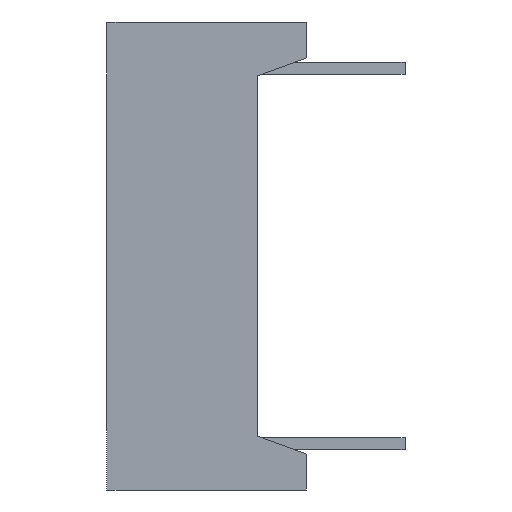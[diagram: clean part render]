
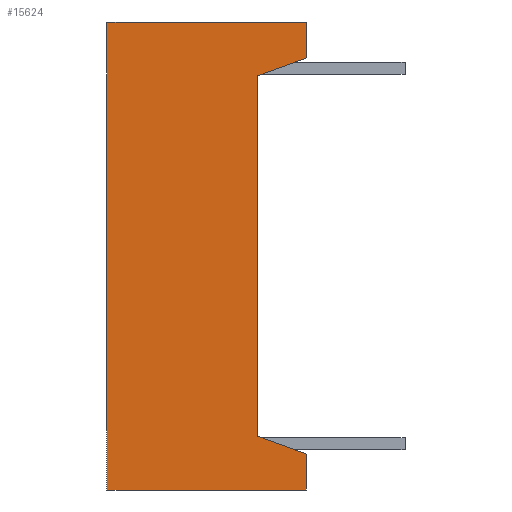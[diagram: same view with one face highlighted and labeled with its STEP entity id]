
A CAD part, left-side view. The second image highlights one B-rep face of the part: STEP entity #15624.
In plain terms, the highlighted planar face has unit normal (-1, 0, 0).
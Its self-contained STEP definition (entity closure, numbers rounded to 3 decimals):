
#266 = EDGE_CURVE ( 'NONE', #2694, #2660, #18230, .T. ) ;
#267 = EDGE_CURVE ( 'NONE', #2701, #2869, #18233, .T. ) ;
#388 = VECTOR ( 'NONE', #6046, 1000. ) ;
#1227 = ORIENTED_EDGE ( 'NONE', *, *, #10121, .F. ) ;
#1229 = ORIENTED_EDGE ( 'NONE', *, *, #16164, .T. ) ;
#1382 = EDGE_LOOP ( 'NONE', ( #2411, #2410, #2412, #2409, #2407, #2408, #1229, #1227 ) ) ;
#2407 = ORIENTED_EDGE ( 'NONE', *, *, #16160, .F. ) ;
#2408 = ORIENTED_EDGE ( 'NONE', *, *, #16159, .F. ) ;
#2409 = ORIENTED_EDGE ( 'NONE', *, *, #266, .T. ) ;
#2410 = ORIENTED_EDGE ( 'NONE', *, *, #267, .F. ) ;
#2411 = ORIENTED_EDGE ( 'NONE', *, *, #15655, .F. ) ;
#2412 = ORIENTED_EDGE ( 'NONE', *, *, #16165, .T. ) ;
#2656 = VERTEX_POINT ( 'NONE', #16983 ) ;
#2660 = VERTEX_POINT ( 'NONE', #16987 ) ;
#2694 = VERTEX_POINT ( 'NONE', #17021 ) ;
#2695 = VERTEX_POINT ( 'NONE', #17022 ) ;
#2701 = VERTEX_POINT ( 'NONE', #17028 ) ;
#2869 = VERTEX_POINT ( 'NONE', #17196 ) ;
#6044 = LINE ( 'NONE', #6045, #388 ) ;
#6045 = CARTESIAN_POINT ( 'NONE',  ( -18.8, -7.149, -7.694 ) ) ;
#6046 = DIRECTION ( 'NONE',  ( 0., -0.94, -0.342 ) ) ;
#7163 = PLANE ( 'NONE',  #14084 ) ;
#7164 = CARTESIAN_POINT ( 'NONE',  ( -18.8, -8.1, 0. ) ) ;
#7165 = DIRECTION ( 'NONE',  ( -1., 0., 0. ) ) ;
#7166 = DIRECTION ( 'NONE',  ( 0., 0., 1. ) ) ;
#7268 = LINE ( 'NONE', #7269, #14169 ) ;
#7269 = CARTESIAN_POINT ( 'NONE',  ( -18.8, -6.1, -16.207 ) ) ;
#7270 = DIRECTION ( 'NONE',  ( 0., 0., -1. ) ) ;
#10121 = EDGE_CURVE ( 'NONE', #19224, #19341, #6044, .T. ) ;
#11876 = VECTOR ( 'NONE', #12473, 1000. ) ;
#11877 = VECTOR ( 'NONE', #12476, 1000. ) ;
#11881 = VECTOR ( 'NONE', #12488, 1000. ) ;
#11882 = VECTOR ( 'NONE', #12491, 1000. ) ;
#12471 = LINE ( 'NONE', #12472, #11876 ) ;
#12472 = CARTESIAN_POINT ( 'NONE',  ( -18.8, -8.1, -9.5 ) ) ;
#12473 = DIRECTION ( 'NONE',  ( 0., 1., 0. ) ) ;
#12474 = LINE ( 'NONE', #12475, #11877 ) ;
#12475 = CARTESIAN_POINT ( 'NONE',  ( -18.8, 0., 0. ) ) ;
#12476 = DIRECTION ( 'NONE',  ( 0., 0., 1. ) ) ;
#12486 = LINE ( 'NONE', #12487, #11881 ) ;
#12487 = CARTESIAN_POINT ( 'NONE',  ( -18.8, -8.1, 0. ) ) ;
#12488 = DIRECTION ( 'NONE',  ( 0., 0., 1. ) ) ;
#12489 = LINE ( 'NONE', #12490, #11882 ) ;
#12490 = CARTESIAN_POINT ( 'NONE',  ( -18.8, -8.1, 0. ) ) ;
#12491 = DIRECTION ( 'NONE',  ( 0., 0., 1. ) ) ;
#13636 = CARTESIAN_POINT ( 'NONE',  ( -18.8, -6.1, -7.312 ) ) ;
#13753 = CARTESIAN_POINT ( 'NONE',  ( -18.8, -8.1, -8.04 ) ) ;
#14081 = FACE_OUTER_BOUND ( 'NONE', #1382, .T. ) ;
#14084 = AXIS2_PLACEMENT_3D ( 'NONE', #7164, #7165, #7166 ) ;
#14169 = VECTOR ( 'NONE', #7270, 1000. ) ;
#14239 = VECTOR ( 'NONE', #18232, 1000. ) ;
#14258 = VECTOR ( 'NONE', #18235, 1000. ) ;
#15624 = ADVANCED_FACE ( 'NONE', ( #14081 ), #7163, .T. ) ;
#15655 = EDGE_CURVE ( 'NONE', #2869, #19224, #7268, .T. ) ;
#16159 = EDGE_CURVE ( 'NONE', #2695, #2656, #12471, .T. ) ;
#16160 = EDGE_CURVE ( 'NONE', #2656, #2660, #12474, .T. ) ;
#16164 = EDGE_CURVE ( 'NONE', #2695, #19341, #12486, .T. ) ;
#16165 = EDGE_CURVE ( 'NONE', #2701, #2694, #12489, .T. ) ;
#16983 = CARTESIAN_POINT ( 'NONE',  ( -18.8, 0., -9.5 ) ) ;
#16987 = CARTESIAN_POINT ( 'NONE',  ( -18.8, 0., 9.5 ) ) ;
#17021 = CARTESIAN_POINT ( 'NONE',  ( -18.8, -8.1, 9.5 ) ) ;
#17022 = CARTESIAN_POINT ( 'NONE',  ( -18.8, -8.1, -9.5 ) ) ;
#17028 = CARTESIAN_POINT ( 'NONE',  ( -18.8, -8.1, 8.04 ) ) ;
#17196 = CARTESIAN_POINT ( 'NONE',  ( -18.8, -6.1, 7.312 ) ) ;
#18230 = LINE ( 'NONE', #18231, #14239 ) ;
#18231 = CARTESIAN_POINT ( 'NONE',  ( -18.8, -8.1, 9.5 ) ) ;
#18232 = DIRECTION ( 'NONE',  ( 0., 1., 0. ) ) ;
#18233 = LINE ( 'NONE', #18234, #14258 ) ;
#18234 = CARTESIAN_POINT ( 'NONE',  ( -18.8, 3.269, 3.902 ) ) ;
#18235 = DIRECTION ( 'NONE',  ( 0., 0.94, -0.342 ) ) ;
#19224 = VERTEX_POINT ( 'NONE', #13636 ) ;
#19341 = VERTEX_POINT ( 'NONE', #13753 ) ;
